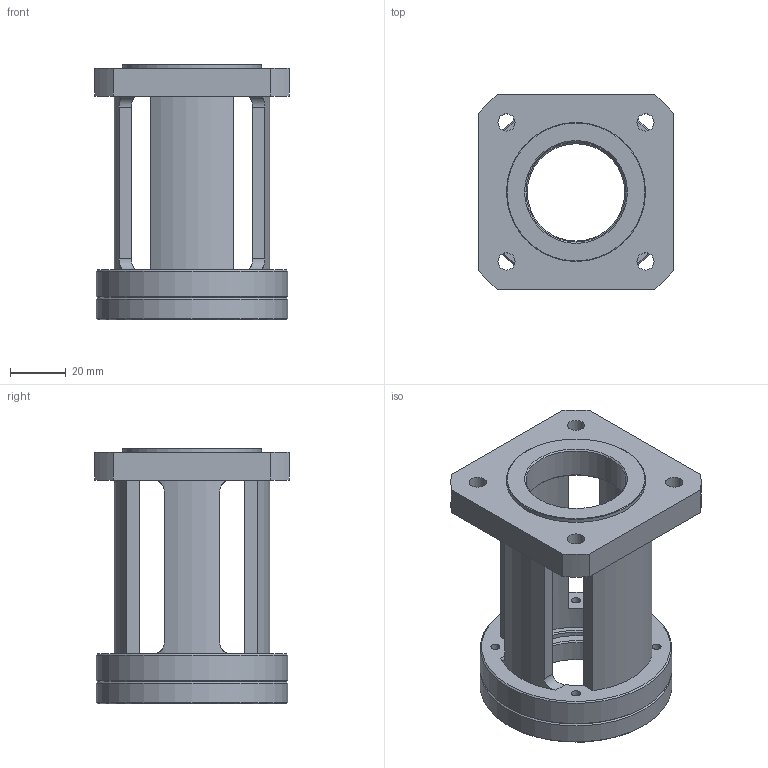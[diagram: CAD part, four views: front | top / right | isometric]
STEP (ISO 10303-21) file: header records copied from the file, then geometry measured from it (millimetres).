
FILE_DESCRIPTION(/* description */ (''),/* implementation_level */ '2;1');
FILE_NAME(/* name */ 'VK MTJ80 50 GESM1924.stp',/* time_stamp */ '2015-08-20T10:47:14+01:00',/* author */ ('Hypex'),/* organization */ ('Hypex'),/* preprocessor_version */ 'ST-DEVELOPER v15.2',/* originating_system */ 'Autodesk Inventor 2014',/* authorisation */ '');
FILE_SCHEMA (('AUTOMOTIVE_DESIGN { 1 0 10303 214 3 1 1 }'));
Length unit declared in the file: millimetre
Products named in the file (1): VK MTJ80 50 GESM1924
Bounding box: 70 x 70 x 92 mm (x, y, z)
Volume: 106404.3 mm3; surface area: 39314.5 mm2
Topology: 1 solids, 2 shells, 67 faces, 176 edges, 117 vertices
Faces by surface type: cylinder 32, plane 24, cone 11
Full cylindrical faces by diameter (mm): 3.242 x4, 6.2 x4, 35 x1, 36 x1, 42 x1, 48 x2, 50 x1, 69 x2
Entity records: 2089 total; most frequent: CARTESIAN_POINT 454, DIRECTION 322, ORIENTED_EDGE 274, EDGE_CURVE 137, AXIS2_PLACEMENT_3D 133, EDGE_LOOP 118, VERTEX_POINT 105, STYLED_ITEM 68
